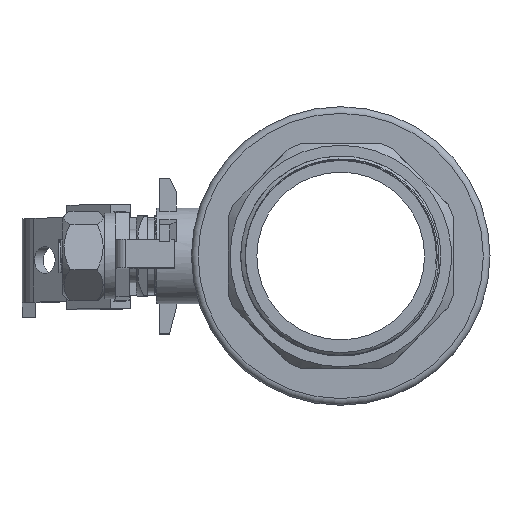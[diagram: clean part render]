
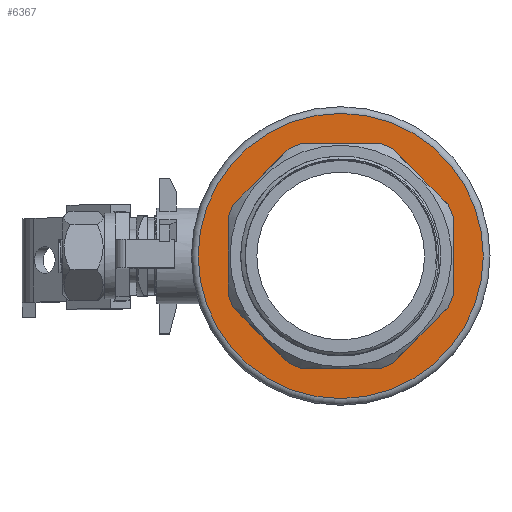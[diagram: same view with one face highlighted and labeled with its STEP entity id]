
A CAD part, left-side view. The second image highlights one B-rep face of the part: STEP entity #6367.
In plain terms, the highlighted planar face has unit normal (-1, 0, 0).
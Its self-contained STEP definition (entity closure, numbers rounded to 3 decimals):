
#814=CIRCLE('',#6726,35.5);
#815=CIRCLE('',#6727,35.5);
#816=CIRCLE('',#6728,35.5);
#817=CIRCLE('',#6729,35.5);
#818=CIRCLE('',#6730,35.5);
#819=CIRCLE('',#6731,35.5);
#820=CIRCLE('',#6732,35.5);
#821=CIRCLE('',#6733,35.5);
#822=CIRCLE('',#6734,42.5);
#2692=ORIENTED_EDGE('',*,*,#3797,.F.);
#2693=ORIENTED_EDGE('',*,*,#3798,.F.);
#2694=ORIENTED_EDGE('',*,*,#3799,.F.);
#2695=ORIENTED_EDGE('',*,*,#3800,.F.);
#2696=ORIENTED_EDGE('',*,*,#3801,.F.);
#2697=ORIENTED_EDGE('',*,*,#3802,.F.);
#2698=ORIENTED_EDGE('',*,*,#3803,.F.);
#2699=ORIENTED_EDGE('',*,*,#3804,.F.);
#2700=ORIENTED_EDGE('',*,*,#3805,.F.);
#2701=ORIENTED_EDGE('',*,*,#3806,.F.);
#2702=ORIENTED_EDGE('',*,*,#3807,.F.);
#2703=ORIENTED_EDGE('',*,*,#3808,.F.);
#2704=ORIENTED_EDGE('',*,*,#3809,.F.);
#2705=ORIENTED_EDGE('',*,*,#3810,.F.);
#2706=ORIENTED_EDGE('',*,*,#3811,.F.);
#2707=ORIENTED_EDGE('',*,*,#3812,.F.);
#2708=ORIENTED_EDGE('',*,*,#3813,.T.);
#3797=EDGE_CURVE('',#4521,#4522,#4893,.T.);
#3798=EDGE_CURVE('',#4523,#4521,#814,.T.);
#3799=EDGE_CURVE('',#4524,#4523,#4894,.T.);
#3800=EDGE_CURVE('',#4525,#4524,#815,.T.);
#3801=EDGE_CURVE('',#4526,#4525,#4895,.T.);
#3802=EDGE_CURVE('',#4527,#4526,#816,.T.);
#3803=EDGE_CURVE('',#4528,#4527,#4896,.T.);
#3804=EDGE_CURVE('',#4529,#4528,#817,.T.);
#3805=EDGE_CURVE('',#4530,#4529,#4897,.T.);
#3806=EDGE_CURVE('',#4531,#4530,#818,.T.);
#3807=EDGE_CURVE('',#4532,#4531,#4898,.T.);
#3808=EDGE_CURVE('',#4533,#4532,#819,.T.);
#3809=EDGE_CURVE('',#4534,#4533,#4899,.T.);
#3810=EDGE_CURVE('',#4535,#4534,#820,.T.);
#3811=EDGE_CURVE('',#4536,#4535,#4900,.T.);
#3812=EDGE_CURVE('',#4522,#4536,#821,.T.);
#3813=EDGE_CURVE('',#4537,#4537,#822,.T.);
#4521=VERTEX_POINT('',#33152);
#4522=VERTEX_POINT('',#33153);
#4523=VERTEX_POINT('',#33155);
#4524=VERTEX_POINT('',#33157);
#4525=VERTEX_POINT('',#33159);
#4526=VERTEX_POINT('',#33161);
#4527=VERTEX_POINT('',#33163);
#4528=VERTEX_POINT('',#33165);
#4529=VERTEX_POINT('',#33167);
#4530=VERTEX_POINT('',#33169);
#4531=VERTEX_POINT('',#33171);
#4532=VERTEX_POINT('',#33173);
#4533=VERTEX_POINT('',#33175);
#4534=VERTEX_POINT('',#33177);
#4535=VERTEX_POINT('',#33179);
#4536=VERTEX_POINT('',#33181);
#4537=VERTEX_POINT('',#33184);
#4893=LINE('',#33151,#5250);
#4894=LINE('',#33156,#5251);
#4895=LINE('',#33160,#5252);
#4896=LINE('',#33164,#5253);
#4897=LINE('',#33168,#5254);
#4898=LINE('',#33172,#5255);
#4899=LINE('',#33176,#5256);
#4900=LINE('',#33180,#5257);
#5250=VECTOR('',#7748,1000.);
#5251=VECTOR('',#7751,1000.);
#5252=VECTOR('',#7754,1000.);
#5253=VECTOR('',#7757,1000.);
#5254=VECTOR('',#7760,1000.);
#5255=VECTOR('',#7763,1000.);
#5256=VECTOR('',#7766,1000.);
#5257=VECTOR('',#7769,1000.);
#5583=EDGE_LOOP('',(#2692,#2693,#2694,#2695,#2696,#2697,#2698,#2699,#2700,
#2701,#2702,#2703,#2704,#2705,#2706,#2707));
#5584=EDGE_LOOP('',(#2708));
#5926=FACE_BOUND('',#5583,.T.);
#5927=FACE_BOUND('',#5584,.T.);
#6080=PLANE('',#6725);
#6367=ADVANCED_FACE('',(#5926,#5927),#6080,.T.);
#6725=AXIS2_PLACEMENT_3D('',#33150,#7746,#7747);
#6726=AXIS2_PLACEMENT_3D('',#33154,#7749,#7750);
#6727=AXIS2_PLACEMENT_3D('',#33158,#7752,#7753);
#6728=AXIS2_PLACEMENT_3D('',#33162,#7755,#7756);
#6729=AXIS2_PLACEMENT_3D('',#33166,#7758,#7759);
#6730=AXIS2_PLACEMENT_3D('',#33170,#7761,#7762);
#6731=AXIS2_PLACEMENT_3D('',#33174,#7764,#7765);
#6732=AXIS2_PLACEMENT_3D('',#33178,#7767,#7768);
#6733=AXIS2_PLACEMENT_3D('',#33182,#7770,#7771);
#6734=AXIS2_PLACEMENT_3D('',#33183,#7772,#7773);
#7746=DIRECTION('',(-1.,0.,0.));
#7747=DIRECTION('',(0.,-1.,0.));
#7748=DIRECTION('',(0.,0.,1.));
#7749=DIRECTION('',(-1.,0.,0.));
#7750=DIRECTION('',(0.,-1.,0.));
#7751=DIRECTION('',(0.,-0.707,0.707));
#7752=DIRECTION('',(-1.,0.,0.));
#7753=DIRECTION('',(0.,-1.,0.));
#7754=DIRECTION('',(0.,-1.,0.));
#7755=DIRECTION('',(-1.,0.,0.));
#7756=DIRECTION('',(0.,-1.,0.));
#7757=DIRECTION('',(0.,-0.707,-0.707));
#7758=DIRECTION('',(-1.,0.,0.));
#7759=DIRECTION('',(0.,-1.,0.));
#7760=DIRECTION('',(0.,0.,-1.));
#7761=DIRECTION('',(-1.,0.,0.));
#7762=DIRECTION('',(0.,-1.,0.));
#7763=DIRECTION('',(0.,0.707,-0.707));
#7764=DIRECTION('',(-1.,0.,0.));
#7765=DIRECTION('',(0.,-1.,0.));
#7766=DIRECTION('',(0.,1.,0.));
#7767=DIRECTION('',(-1.,0.,0.));
#7768=DIRECTION('',(0.,-1.,0.));
#7769=DIRECTION('',(0.,0.707,0.707));
#7770=DIRECTION('',(-1.,0.,0.));
#7771=DIRECTION('',(0.,-1.,0.));
#7772=DIRECTION('',(-1.,0.,0.));
#7773=DIRECTION('',(0.,-1.,0.));
#33150=CARTESIAN_POINT('',(-40.7,0.,0.));
#33151=CARTESIAN_POINT('',(-40.7,-33.5,0.));
#33152=CARTESIAN_POINT('',(-40.7,-33.5,-11.747));
#33153=CARTESIAN_POINT('',(-40.7,-33.5,11.747));
#33154=CARTESIAN_POINT('',(-40.7,0.,0.));
#33155=CARTESIAN_POINT('',(-40.7,-31.995,-15.381));
#33156=CARTESIAN_POINT('',(-40.7,-23.688,-23.688));
#33157=CARTESIAN_POINT('',(-40.7,-15.381,-31.995));
#33158=CARTESIAN_POINT('',(-40.7,0.,0.));
#33159=CARTESIAN_POINT('',(-40.7,-11.747,-33.5));
#33160=CARTESIAN_POINT('',(-40.7,0.,-33.5));
#33161=CARTESIAN_POINT('',(-40.7,11.747,-33.5));
#33162=CARTESIAN_POINT('',(-40.7,0.,0.));
#33163=CARTESIAN_POINT('',(-40.7,15.381,-31.995));
#33164=CARTESIAN_POINT('',(-40.7,23.688,-23.688));
#33165=CARTESIAN_POINT('',(-40.7,31.995,-15.381));
#33166=CARTESIAN_POINT('',(-40.7,0.,0.));
#33167=CARTESIAN_POINT('',(-40.7,33.5,-11.747));
#33168=CARTESIAN_POINT('',(-40.7,33.5,0.));
#33169=CARTESIAN_POINT('',(-40.7,33.5,11.747));
#33170=CARTESIAN_POINT('',(-40.7,0.,0.));
#33171=CARTESIAN_POINT('',(-40.7,31.995,15.381));
#33172=CARTESIAN_POINT('',(-40.7,23.688,23.688));
#33173=CARTESIAN_POINT('',(-40.7,15.381,31.995));
#33174=CARTESIAN_POINT('',(-40.7,0.,0.));
#33175=CARTESIAN_POINT('',(-40.7,11.747,33.5));
#33176=CARTESIAN_POINT('',(-40.7,0.,33.5));
#33177=CARTESIAN_POINT('',(-40.7,-11.747,33.5));
#33178=CARTESIAN_POINT('',(-40.7,0.,0.));
#33179=CARTESIAN_POINT('',(-40.7,-15.381,31.995));
#33180=CARTESIAN_POINT('',(-40.7,-23.688,23.688));
#33181=CARTESIAN_POINT('',(-40.7,-31.995,15.381));
#33182=CARTESIAN_POINT('',(-40.7,0.,0.));
#33183=CARTESIAN_POINT('',(-40.7,0.,0.));
#33184=CARTESIAN_POINT('',(-40.7,-42.5,0.));
